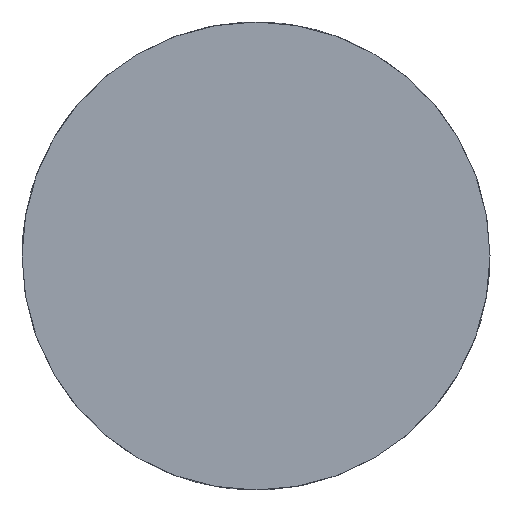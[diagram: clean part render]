
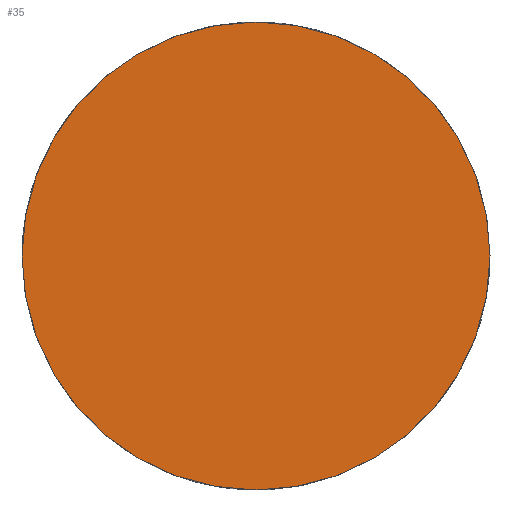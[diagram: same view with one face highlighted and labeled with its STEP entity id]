
A CAD part, left-side view. The second image highlights one B-rep face of the part: STEP entity #35.
In plain terms, the highlighted planar face has unit normal (-1, 0, 0).
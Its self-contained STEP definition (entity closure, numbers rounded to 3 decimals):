
#7 = AXIS2_PLACEMENT_3D ( 'NONE', #102, #92, #25 ) ;
#12 = VERTEX_POINT ( 'NONE', #62 ) ;
#16 = EDGE_CURVE ( 'NONE', #12, #111, #98, .T. ) ;
#25 = DIRECTION ( 'NONE',  ( 0., -1., 0. ) ) ;
#35 = ADVANCED_FACE ( 'NONE', ( #36 ), #57, .F. ) ;
#36 = FACE_OUTER_BOUND ( 'NONE', #96, .T. ) ;
#39 = CARTESIAN_POINT ( 'NONE',  ( 0., -12.7, 12.7 ) ) ;
#42 = ORIENTED_EDGE ( 'NONE', *, *, #104, .T. ) ;
#55 = AXIS2_PLACEMENT_3D ( 'NONE', #71, #135, #112 ) ;
#57 = PLANE ( 'NONE',  #55 ) ;
#61 = DIRECTION ( 'NONE',  ( -1., 0., 0. ) ) ;
#62 = CARTESIAN_POINT ( 'NONE',  ( 0., 12.7, 12.7 ) ) ;
#71 = CARTESIAN_POINT ( 'NONE',  ( 0., 12.7, 25.4 ) ) ;
#84 = CARTESIAN_POINT ( 'NONE',  ( 0., 0., 12.7 ) ) ;
#92 = DIRECTION ( 'NONE',  ( -1., 0., 0. ) ) ;
#96 = EDGE_LOOP ( 'NONE', ( #42, #125 ) ) ;
#98 = CIRCLE ( 'NONE', #7, 12.7 ) ;
#102 = CARTESIAN_POINT ( 'NONE',  ( 0., 0., 12.7 ) ) ;
#104 = EDGE_CURVE ( 'NONE', #111, #12, #136, .T. ) ;
#108 = AXIS2_PLACEMENT_3D ( 'NONE', #84, #61, #118 ) ;
#111 = VERTEX_POINT ( 'NONE', #39 ) ;
#112 = DIRECTION ( 'NONE',  ( 0., 1., 0. ) ) ;
#118 = DIRECTION ( 'NONE',  ( 0., -1., 0. ) ) ;
#125 = ORIENTED_EDGE ( 'NONE', *, *, #16, .T. ) ;
#135 = DIRECTION ( 'NONE',  ( 1., 0., 0. ) ) ;
#136 = CIRCLE ( 'NONE', #108, 12.7 ) ;
